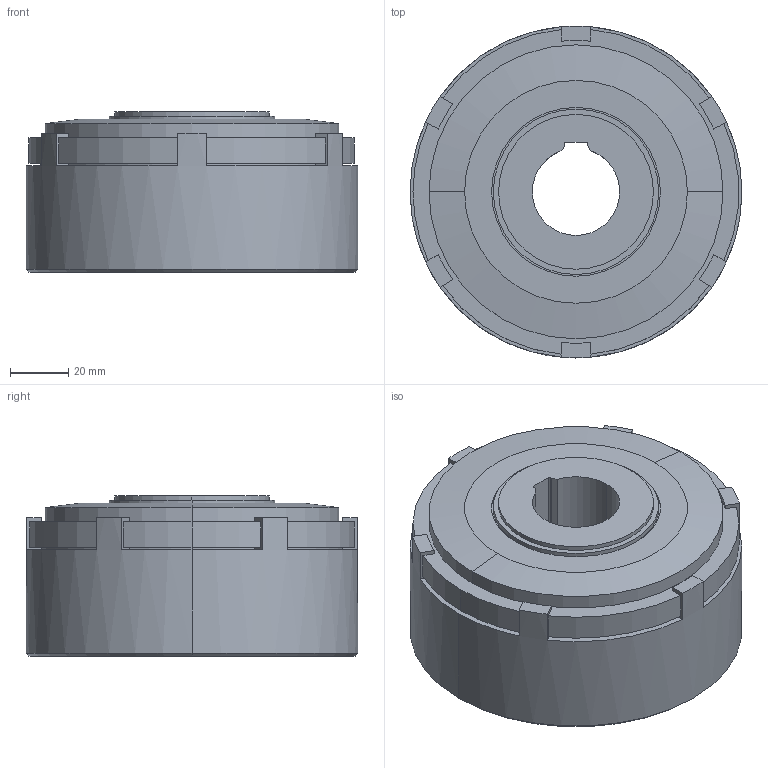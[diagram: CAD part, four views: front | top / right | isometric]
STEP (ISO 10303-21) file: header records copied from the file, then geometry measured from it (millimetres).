
FILE_DESCRIPTION (( 'STEP AP203' ), '1' );
FILE_NAME ('MDB 5N_236667（１体）.STEP', '2016-03-04T01:58:04', ( ' ' ), ( '' ), 'SwSTEP 2.0', 'SolidWorks 2009', '' );
FILE_SCHEMA (( 'CONFIG_CONTROL_DESIGN' ));
Length unit declared in the file: millimetre
Products named in the file (1): MDB 5N_236667（１体）
Bounding box: 114 x 114 x 55 mm (x, y, z)
Volume: 433948.6 mm3; surface area: 50008.7 mm2
Topology: 1 solids, 1 shells, 112 faces, 282 edges, 186 vertices
Faces by surface type: cylinder 55, plane 51, cone 6
Entity records: 3487 total; most frequent: DIRECTION 636, CARTESIAN_POINT 581, ORIENTED_EDGE 564, EDGE_CURVE 282, AXIS2_PLACEMENT_3D 241, VERTEX_POINT 186, VECTOR 154, LINE 154
